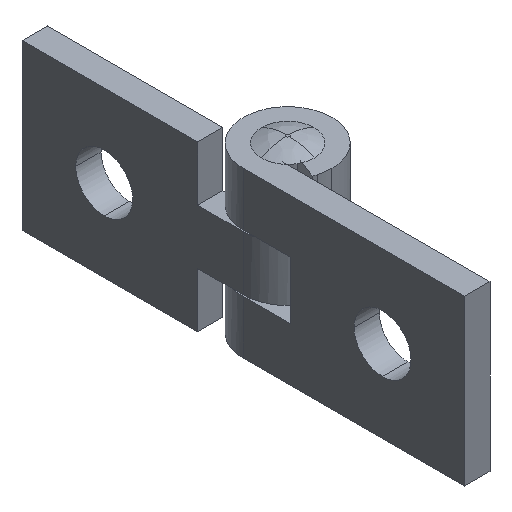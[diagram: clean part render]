
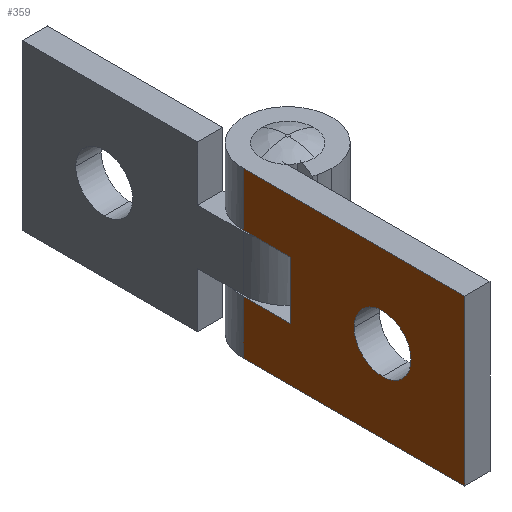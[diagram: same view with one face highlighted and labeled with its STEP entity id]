
A CAD part, isometric view. The second image highlights one B-rep face of the part: STEP entity #359.
In plain terms, the highlighted planar face has unit normal (-1, 0, 0).
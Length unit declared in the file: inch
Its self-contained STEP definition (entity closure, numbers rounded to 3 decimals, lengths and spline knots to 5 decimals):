
#359=ADVANCED_FACE('',(#933,#934),#935,.T.);
#365=EDGE_CURVE('',#944,#945,#946,.T.);
#423=EDGE_CURVE('',#1035,#1036,#1037,.T.);
#437=EDGE_CURVE('',#1036,#896,#1060,.T.);
#443=EDGE_CURVE('',#1070,#930,#1071,.T.);
#475=EDGE_CURVE('',#1115,#1035,#1116,.T.);
#547=EDGE_CURVE('',#1220,#1160,#1221,.T.);
#553=EDGE_CURVE('',#930,#1050,#1229,.T.);
#611=EDGE_CURVE('',#1115,#1050,#1310,.T.);
#703=EDGE_CURVE('',#1160,#944,#1428,.T.);
#715=EDGE_CURVE('',#945,#1220,#1441,.T.);
#723=EDGE_CURVE('',#1260,#1070,#1450,.T.);
#765=EDGE_CURVE('',#1260,#896,#1503,.T.);
#896=VERTEX_POINT('',#1693);
#930=VERTEX_POINT('',#1812);
#933=FACE_BOUND('',#1816,.T.);
#934=FACE_OUTER_BOUND('',#1817,.T.);
#935=PLANE('',#1818);
#944=VERTEX_POINT('',#1836);
#945=VERTEX_POINT('',#1837);
#946=B_SPLINE_CURVE_WITH_KNOTS('',3,(#1838,#1839,#1840,#1841,#1842,#1843,#1844,#1845,#1846,#1847,#1848,#1849),.UNSPECIFIED.,.F.,.F.,(4,2,2,2,2,4),(0.0,0.10882,0.21696,0.3282,0.3852,0.44398),.UNSPECIFIED.);
#1035=VERTEX_POINT('',#2113);
#1036=VERTEX_POINT('',#2114);
#1037=LINE('',#2115,#2116);
#1050=VERTEX_POINT('',#2133);
#1060=LINE('',#2153,#2154);
#1070=VERTEX_POINT('',#2168);
#1071=LINE('',#2169,#2170);
#1115=VERTEX_POINT('',#2358);
#1116=LINE('',#2359,#2360);
#1160=VERTEX_POINT('',#2456);
#1220=VERTEX_POINT('',#2614);
#1221=B_SPLINE_CURVE_WITH_KNOTS('',3,(#2615,#2616,#2617,#2618,#2619,#2620,#2621,#2622,#2623,#2624,#2625,#2626),.UNSPECIFIED.,.F.,.F.,(4,2,2,2,2,4),(0.0,0.10882,0.21696,0.3282,0.3852,0.44398),.UNSPECIFIED.);
#1229=LINE('',#2639,#2640);
#1260=VERTEX_POINT('',#2709);
#1310=LINE('',#2820,#2821);
#1428=B_SPLINE_CURVE_WITH_KNOTS('',3,(#3682,#3683,#3684,#3685,#3686,#3687,#3688,#3689,#3690,#3691,#3692,#3693),.UNSPECIFIED.,.F.,.F.,(4,2,2,2,2,4),(0.0,0.10882,0.21696,0.3282,0.3852,0.44398),.UNSPECIFIED.);
#1441=B_SPLINE_CURVE_WITH_KNOTS('',3,(#3736,#3737,#3738,#3739,#3740,#3741,#3742,#3743,#3744,#3745,#3746,#3747),.UNSPECIFIED.,.F.,.F.,(4,2,2,2,2,4),(0.0,0.10882,0.21696,0.3282,0.3852,0.44398),.UNSPECIFIED.);
#1450=LINE('',#3773,#3774);
#1503=LINE('',#3940,#3941);
#1693=CARTESIAN_POINT('',(-3.05068,3.53386,0.52782));
#1812=CARTESIAN_POINT('',(-3.05082,1.34496,1.625));
#1816=EDGE_LOOP('',(#4223,#4224,#4225,#4226));
#1817=EDGE_LOOP('',(#4227,#4228,#4229,#4230,#4231,#4232,#4233,#4234));
#1818=AXIS2_PLACEMENT_3D('',#4235,#4236,#4237);
#1836=CARTESIAN_POINT('',(-3.05075,2.43866,0.8125));
#1837=CARTESIAN_POINT('',(-3.05077,2.15741,1.09375));
#1838=CARTESIAN_POINT('',(-3.05075,2.43866,0.8125));
#1839=CARTESIAN_POINT('',(-3.05075,2.43866,0.84877));
#1840=CARTESIAN_POINT('',(-3.05075,2.43179,0.88444));
#1841=CARTESIAN_POINT('',(-3.05075,2.4047,0.95134));
#1842=CARTESIAN_POINT('',(-3.05075,2.38487,0.98179));
#1843=CARTESIAN_POINT('',(-3.05076,2.33424,1.0343));
#1844=CARTESIAN_POINT('',(-3.05076,2.30355,1.05569));
#1845=CARTESIAN_POINT('',(-3.05076,2.25224,1.07804));
#1846=CARTESIAN_POINT('',(-3.05076,2.23415,1.08382));
#1847=CARTESIAN_POINT('',(-3.05077,2.19644,1.09175));
#1848=CARTESIAN_POINT('',(-3.05077,2.17698,1.09375));
#1849=CARTESIAN_POINT('',(-3.05077,2.15741,1.09375));
#2113=CARTESIAN_POINT('',(-3.05071,3.06759,1.09719));
#2114=CARTESIAN_POINT('',(-3.05071,3.06759,0.52782));
#2115=CARTESIAN_POINT('',(-3.05071,3.06759,0.40625));
#2116=VECTOR('',#4334,1.0);
#2133=CARTESIAN_POINT('',(-3.05068,3.53386,1.625));
#2153=CARTESIAN_POINT('',(-3.05072,2.98271,0.52782));
#2154=VECTOR('',#4348,1.0);
#2168=CARTESIAN_POINT('',(-3.05082,1.34496,0.0));
#2169=CARTESIAN_POINT('',(-3.05082,1.34496,0.0));
#2170=VECTOR('',#4353,1.0);
#2358=CARTESIAN_POINT('',(-3.05068,3.53386,1.09719));
#2359=CARTESIAN_POINT('',(-3.05072,2.98271,1.09719));
#2360=VECTOR('',#4397,1.0);
#2456=CARTESIAN_POINT('',(-3.05077,2.15741,0.53125));
#2614=CARTESIAN_POINT('',(-3.05079,1.87616,0.8125));
#2615=CARTESIAN_POINT('',(-3.05079,1.87616,0.8125));
#2616=CARTESIAN_POINT('',(-3.05079,1.87616,0.77623));
#2617=CARTESIAN_POINT('',(-3.05079,1.88303,0.74056));
#2618=CARTESIAN_POINT('',(-3.05079,1.91012,0.67366));
#2619=CARTESIAN_POINT('',(-3.05078,1.92995,0.64321));
#2620=CARTESIAN_POINT('',(-3.05078,1.98058,0.5907));
#2621=CARTESIAN_POINT('',(-3.05078,2.01127,0.56931));
#2622=CARTESIAN_POINT('',(-3.05078,2.06258,0.54696));
#2623=CARTESIAN_POINT('',(-3.05077,2.08067,0.54118));
#2624=CARTESIAN_POINT('',(-3.05077,2.11838,0.53325));
#2625=CARTESIAN_POINT('',(-3.05077,2.13784,0.53125));
#2626=CARTESIAN_POINT('',(-3.05077,2.15741,0.53125));
#2639=CARTESIAN_POINT('',(-3.05068,3.53386,1.625));
#2640=VECTOR('',#4483,1.0);
#2709=CARTESIAN_POINT('',(-3.05068,3.53386,0.0));
#2820=CARTESIAN_POINT('',(-3.05068,3.53386,0.0));
#2821=VECTOR('',#4587,1.0);
#3682=CARTESIAN_POINT('',(-3.05077,2.15741,0.53125));
#3683=CARTESIAN_POINT('',(-3.05077,2.19368,0.53125));
#3684=CARTESIAN_POINT('',(-3.05076,2.22935,0.53812));
#3685=CARTESIAN_POINT('',(-3.05076,2.29625,0.56521));
#3686=CARTESIAN_POINT('',(-3.05076,2.3267,0.58504));
#3687=CARTESIAN_POINT('',(-3.05075,2.37921,0.63567));
#3688=CARTESIAN_POINT('',(-3.05075,2.4006,0.66636));
#3689=CARTESIAN_POINT('',(-3.05075,2.42295,0.71767));
#3690=CARTESIAN_POINT('',(-3.05075,2.42873,0.73576));
#3691=CARTESIAN_POINT('',(-3.05075,2.43666,0.77347));
#3692=CARTESIAN_POINT('',(-3.05075,2.43866,0.79293));
#3693=CARTESIAN_POINT('',(-3.05075,2.43866,0.8125));
#3736=CARTESIAN_POINT('',(-3.05077,2.15741,1.09375));
#3737=CARTESIAN_POINT('',(-3.05077,2.12114,1.09375));
#3738=CARTESIAN_POINT('',(-3.05077,2.08547,1.08688));
#3739=CARTESIAN_POINT('',(-3.05078,2.01857,1.05979));
#3740=CARTESIAN_POINT('',(-3.05078,1.98812,1.03996));
#3741=CARTESIAN_POINT('',(-3.05078,1.93561,0.98933));
#3742=CARTESIAN_POINT('',(-3.05079,1.91422,0.95864));
#3743=CARTESIAN_POINT('',(-3.05079,1.89187,0.90733));
#3744=CARTESIAN_POINT('',(-3.05079,1.88609,0.88924));
#3745=CARTESIAN_POINT('',(-3.05079,1.87816,0.85153));
#3746=CARTESIAN_POINT('',(-3.05079,1.87616,0.83207));
#3747=CARTESIAN_POINT('',(-3.05079,1.87616,0.8125));
#3773=CARTESIAN_POINT('',(-3.05068,3.53386,0.0));
#3774=VECTOR('',#4769,1.0);
#3940=CARTESIAN_POINT('',(-3.05068,3.53386,0.0));
#3941=VECTOR('',#4829,1.0);
#4223=ORIENTED_EDGE('',*,*,#715,.T.);
#4224=ORIENTED_EDGE('',*,*,#547,.T.);
#4225=ORIENTED_EDGE('',*,*,#703,.T.);
#4226=ORIENTED_EDGE('',*,*,#365,.T.);
#4227=ORIENTED_EDGE('',*,*,#475,.T.);
#4228=ORIENTED_EDGE('',*,*,#423,.T.);
#4229=ORIENTED_EDGE('',*,*,#437,.T.);
#4230=ORIENTED_EDGE('',*,*,#765,.F.);
#4231=ORIENTED_EDGE('',*,*,#723,.T.);
#4232=ORIENTED_EDGE('',*,*,#443,.T.);
#4233=ORIENTED_EDGE('',*,*,#553,.T.);
#4234=ORIENTED_EDGE('',*,*,#611,.F.);
#4235=CARTESIAN_POINT('',(-3.05075,2.43941,0.0));
#4236=DIRECTION('',(-1.,0.,0.0));
#4237=DIRECTION('',(0.,-1.,0.0));
#4334=DIRECTION('',(0.0,0.0,-1.0));
#4348=DIRECTION('',(0.,1.,0.));
#4353=DIRECTION('',(0.0,0.0,1.0));
#4397=DIRECTION('',(0.,-1.,0.));
#4483=DIRECTION('',(0.,1.,0.0));
#4587=DIRECTION('',(0.0,0.0,1.0));
#4769=DIRECTION('',(0.,-1.,0.0));
#4829=DIRECTION('',(0.0,0.0,1.0));
